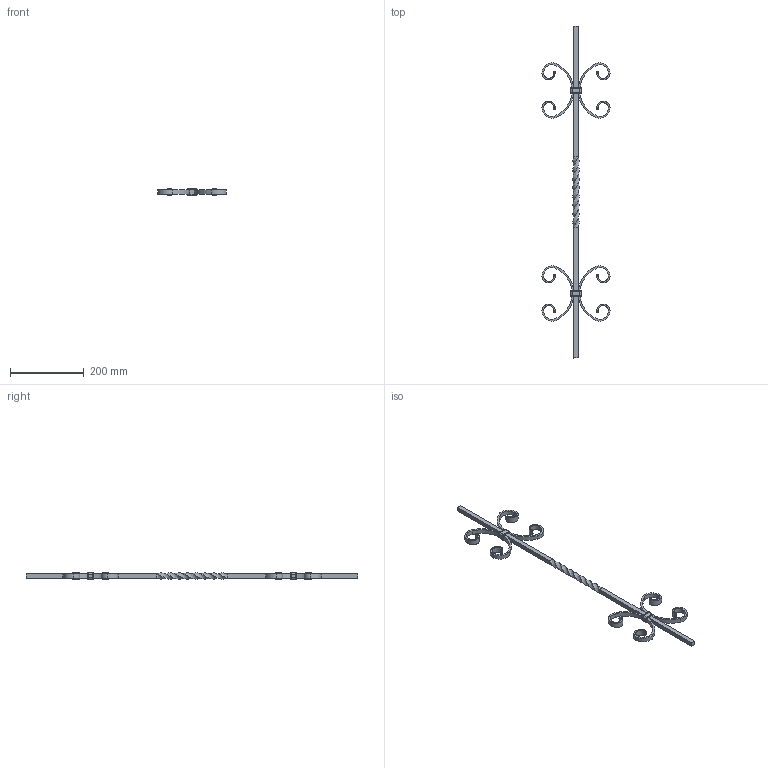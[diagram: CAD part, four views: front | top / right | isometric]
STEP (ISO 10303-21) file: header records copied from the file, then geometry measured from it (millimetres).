
FILE_DESCRIPTION (( 'STEP AP203' ), '1' );
FILE_NAME ('1218.STEP', '2023-06-14T14:51:21', ( '' ), ( '' ), 'SwSTEP 2.0', 'SolidWorks 2018', '' );
FILE_SCHEMA (( 'CONFIG_CONTROL_DESIGN' ));
Length unit declared in the file: millimetre
Products named in the file (1): 1218
Bounding box: 185 x 900 x 18.59 mm (x, y, z)
Volume: 228789.1 mm3; surface area: 103653.4 mm2
Topology: 6 solids, 6 shells, 612 faces, 1398 edges, 810 vertices
Faces by surface type: plane 259, bspline 143, cylinder 138, torus 72
Entity records: 24610 total; most frequent: CARTESIAN_POINT 11715, ORIENTED_EDGE 2796, DIRECTION 2371, EDGE_CURVE 1398, VERTEX_POINT 810, AXIS2_PLACEMENT_3D 808, LINE 755, VECTOR 755
